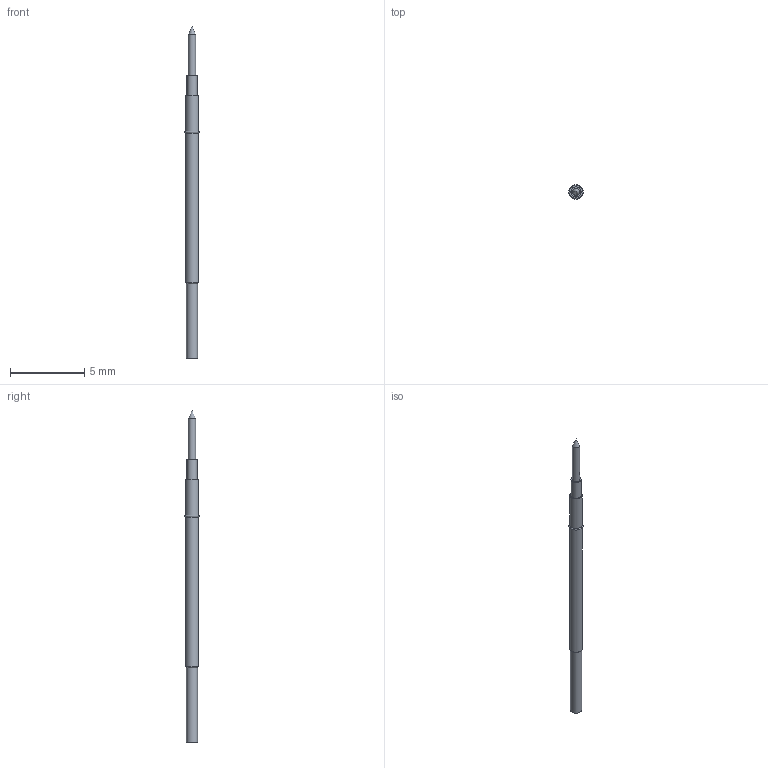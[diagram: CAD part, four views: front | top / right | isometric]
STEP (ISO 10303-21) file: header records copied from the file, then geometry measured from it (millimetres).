
FILE_DESCRIPTION(('FreeCAD Model'),'2;1');
FILE_NAME('P50-B1.step','2019-10-24T21:48:03',('Author' ),(''),'Open CASCADE STEP processor 7.2','FreeCAD','Unknown');
FILE_SCHEMA(('AUTOMOTIVE_DESIGN { 1 0 10303 214 1 1 1 1 }'));
Length unit declared in the file: millimetre
Products named in the file (3): P50_Receptacle; B1_tip; P50_pin_body_v2_cp
Bounding box: 0.97 x 0.97 x 22.35 mm (x, y, z)
Volume: 9.6 mm3; surface area: 121.4 mm2
Topology: 3 solids, 3 shells, 17 faces, 39 edges, 29 vertices
Faces by surface type: cylinder 7, plane 7, cone 2, torus 1
Full cylindrical faces by diameter (mm): 0.48 x1, 0.5 x1, 0.68 x1, 0.7 x1, 0.75 x1, 0.86 x2
Entity records: 593 total; most frequent: DIRECTION 103, CARTESIAN_POINT 85, ORIENTED_EDGE 76, AXIS2_PLACEMENT_3D 47, EDGE_CURVE 38, VERTEX_POINT 29, CIRCLE 29, FACE_BOUND 19
